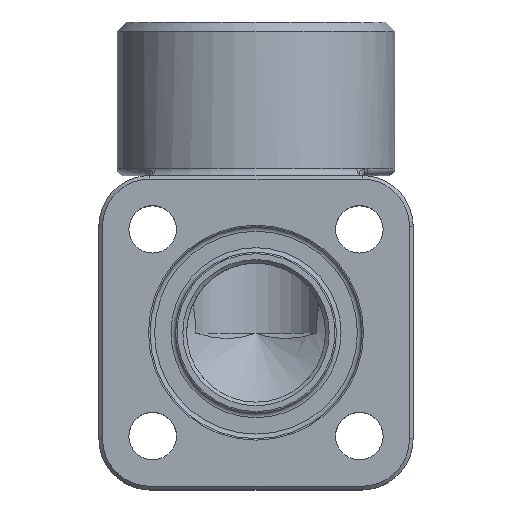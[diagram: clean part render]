
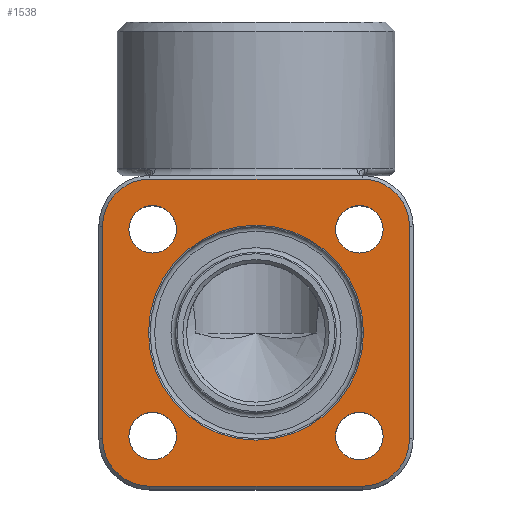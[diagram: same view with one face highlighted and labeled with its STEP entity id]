
A CAD part, top view. The second image highlights one B-rep face of the part: STEP entity #1538.
In plain terms, the highlighted planar face has unit normal (0, 0, 1).
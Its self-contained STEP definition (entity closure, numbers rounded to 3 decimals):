
#42=PLANE('',#1742);
#88=LINE('',#3638,#145);
#92=LINE('',#3655,#149);
#96=LINE('',#3662,#153);
#100=LINE('',#3677,#157);
#145=VECTOR('',#1998,1000.);
#149=VECTOR('',#2016,1000.);
#153=VECTOR('',#2022,1000.);
#157=VECTOR('',#2040,1000.);
#292=CIRCLE('',#1665,14.7);
#297=CIRCLE('',#1677,6.5);
#300=CIRCLE('',#1681,6.5);
#301=CIRCLE('',#1685,6.5);
#304=CIRCLE('',#1689,6.5);
#320=CIRCLE('',#1719,3.25);
#321=CIRCLE('',#1721,3.25);
#322=CIRCLE('',#1723,3.25);
#323=CIRCLE('',#1725,3.25);
#647=ORIENTED_EDGE('',*,*,#944,.F.);
#648=ORIENTED_EDGE('',*,*,#943,.F.);
#649=ORIENTED_EDGE('',*,*,#942,.F.);
#650=ORIENTED_EDGE('',*,*,#941,.F.);
#651=ORIENTED_EDGE('',*,*,#905,.T.);
#652=ORIENTED_EDGE('',*,*,#899,.T.);
#653=ORIENTED_EDGE('',*,*,#901,.T.);
#654=ORIENTED_EDGE('',*,*,#907,.T.);
#655=ORIENTED_EDGE('',*,*,#913,.T.);
#656=ORIENTED_EDGE('',*,*,#919,.T.);
#657=ORIENTED_EDGE('',*,*,#917,.T.);
#658=ORIENTED_EDGE('',*,*,#911,.T.);
#659=ORIENTED_EDGE('',*,*,#891,.T.);
#891=EDGE_CURVE('',#1059,#1059,#292,.T.);
#899=EDGE_CURVE('',#1064,#1067,#88,.T.);
#901=EDGE_CURVE('',#1067,#1069,#297,.T.);
#905=EDGE_CURVE('',#1070,#1064,#300,.T.);
#907=EDGE_CURVE('',#1069,#1073,#92,.T.);
#911=EDGE_CURVE('',#1074,#1070,#96,.T.);
#913=EDGE_CURVE('',#1073,#1077,#301,.T.);
#917=EDGE_CURVE('',#1078,#1074,#304,.T.);
#919=EDGE_CURVE('',#1077,#1078,#100,.T.);
#941=EDGE_CURVE('',#1097,#1097,#320,.T.);
#942=EDGE_CURVE('',#1098,#1098,#321,.T.);
#943=EDGE_CURVE('',#1099,#1099,#322,.T.);
#944=EDGE_CURVE('',#1100,#1100,#323,.T.);
#1059=VERTEX_POINT('',#3616);
#1064=VERTEX_POINT('',#3632);
#1067=VERTEX_POINT('',#3637);
#1069=VERTEX_POINT('',#3642);
#1070=VERTEX_POINT('',#3647);
#1073=VERTEX_POINT('',#3654);
#1074=VERTEX_POINT('',#3659);
#1077=VERTEX_POINT('',#3666);
#1078=VERTEX_POINT('',#3671);
#1097=VERTEX_POINT('',#3790);
#1098=VERTEX_POINT('',#3793);
#1099=VERTEX_POINT('',#3796);
#1100=VERTEX_POINT('',#3799);
#1272=EDGE_LOOP('',(#647));
#1273=EDGE_LOOP('',(#648));
#1274=EDGE_LOOP('',(#649));
#1275=EDGE_LOOP('',(#650));
#1276=EDGE_LOOP('',(#651,#652,#653,#654,#655,#656,#657,#658));
#1277=EDGE_LOOP('',(#659));
#1409=FACE_BOUND('',#1272,.T.);
#1410=FACE_BOUND('',#1273,.T.);
#1411=FACE_BOUND('',#1274,.T.);
#1412=FACE_BOUND('',#1275,.T.);
#1413=FACE_BOUND('',#1276,.T.);
#1414=FACE_BOUND('',#1277,.T.);
#1538=ADVANCED_FACE('',(#1409,#1410,#1411,#1412,#1413,#1414),#42,.T.);
#1665=AXIS2_PLACEMENT_3D('',#3615,#1973,#1974);
#1677=AXIS2_PLACEMENT_3D('',#3643,#2002,#2003);
#1681=AXIS2_PLACEMENT_3D('',#3650,#2011,#2012);
#1685=AXIS2_PLACEMENT_3D('',#3667,#2026,#2027);
#1689=AXIS2_PLACEMENT_3D('',#3674,#2035,#2036);
#1719=AXIS2_PLACEMENT_3D('',#3789,#2097,#2098);
#1721=AXIS2_PLACEMENT_3D('',#3792,#2101,#2102);
#1723=AXIS2_PLACEMENT_3D('',#3795,#2105,#2106);
#1725=AXIS2_PLACEMENT_3D('',#3798,#2109,#2110);
#1742=AXIS2_PLACEMENT_3D('',#3830,#2152,#2153);
#1973=DIRECTION('',(0.,0.,-1.));
#1974=DIRECTION('',(1.,0.,0.));
#1998=DIRECTION('',(0.,-1.,0.));
#2002=DIRECTION('',(0.,0.,1.));
#2003=DIRECTION('',(1.,0.,0.));
#2011=DIRECTION('',(0.,0.,1.));
#2012=DIRECTION('',(1.,0.,0.));
#2016=DIRECTION('',(1.,0.,0.));
#2022=DIRECTION('',(-1.,0.,0.));
#2026=DIRECTION('',(0.,0.,1.));
#2027=DIRECTION('',(1.,0.,0.));
#2035=DIRECTION('',(0.,0.,1.));
#2036=DIRECTION('',(1.,0.,0.));
#2040=DIRECTION('',(0.,1.,0.));
#2097=DIRECTION('',(0.,0.,1.));
#2098=DIRECTION('',(1.,0.,0.));
#2101=DIRECTION('',(0.,0.,1.));
#2102=DIRECTION('',(1.,0.,0.));
#2105=DIRECTION('',(0.,0.,1.));
#2106=DIRECTION('',(1.,0.,0.));
#2109=DIRECTION('',(0.,0.,1.));
#2110=DIRECTION('',(1.,0.,0.));
#2152=DIRECTION('',(0.,0.,1.));
#2153=DIRECTION('',(1.,0.,0.));
#3615=CARTESIAN_POINT('',(0.,0.,13.));
#3616=CARTESIAN_POINT('',(14.7,0.,13.));
#3632=CARTESIAN_POINT('',(-21.,14.5,13.));
#3637=CARTESIAN_POINT('',(-21.,-14.5,13.));
#3638=CARTESIAN_POINT('',(-21.,-14.5,13.));
#3642=CARTESIAN_POINT('',(-14.5,-21.,13.));
#3643=CARTESIAN_POINT('',(-14.5,-14.5,13.));
#3647=CARTESIAN_POINT('',(-14.5,21.,13.));
#3650=CARTESIAN_POINT('',(-14.5,14.5,13.));
#3654=CARTESIAN_POINT('',(14.5,-21.,13.));
#3655=CARTESIAN_POINT('',(14.5,-21.,13.));
#3659=CARTESIAN_POINT('',(14.5,21.,13.));
#3662=CARTESIAN_POINT('',(-14.5,21.,13.));
#3666=CARTESIAN_POINT('',(21.,-14.5,13.));
#3667=CARTESIAN_POINT('',(14.5,-14.5,13.));
#3671=CARTESIAN_POINT('',(21.,14.5,13.));
#3674=CARTESIAN_POINT('',(14.5,14.5,13.));
#3677=CARTESIAN_POINT('',(21.,14.5,13.));
#3789=CARTESIAN_POINT('',(-14.142,14.142,13.));
#3790=CARTESIAN_POINT('',(-10.892,14.142,13.));
#3792=CARTESIAN_POINT('',(14.142,14.142,13.));
#3793=CARTESIAN_POINT('',(17.392,14.142,13.));
#3795=CARTESIAN_POINT('',(14.142,-14.142,13.));
#3796=CARTESIAN_POINT('',(17.392,-14.142,13.));
#3798=CARTESIAN_POINT('',(-14.142,-14.142,13.));
#3799=CARTESIAN_POINT('',(-10.892,-14.142,13.));
#3830=CARTESIAN_POINT('',(-14.5,-14.5,13.));
